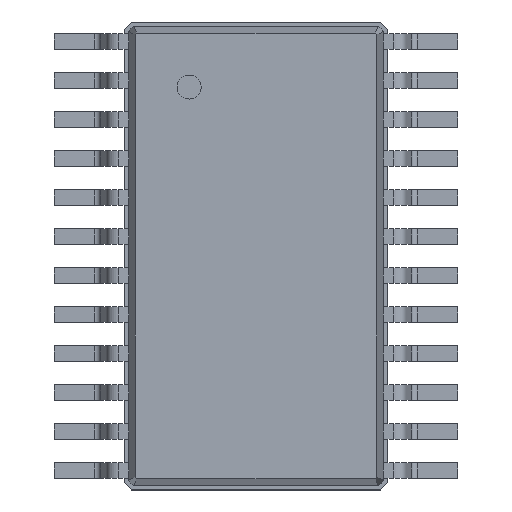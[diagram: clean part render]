
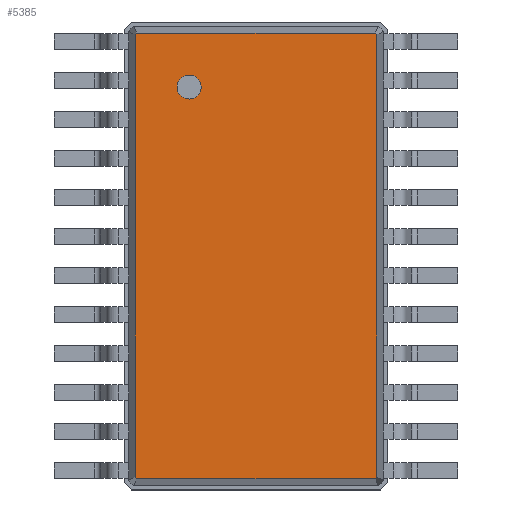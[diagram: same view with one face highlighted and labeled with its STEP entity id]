
A CAD part, top view. The second image highlights one B-rep face of the part: STEP entity #5385.
In plain terms, the highlighted planar face has unit normal (0, 0, 1).
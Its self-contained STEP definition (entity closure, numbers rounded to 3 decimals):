
#13=DIRECTION('',(0.,0.,1.));
#27=VECTOR('',#28,1.);
#28=DIRECTION('',(1.,0.,0.));
#51=VECTOR('',#52,1.);
#52=DIRECTION('',(0.707,-0.707,0.));
#58=VECTOR('',#59,1.);
#59=DIRECTION('',(0.,-1.,0.));
#65=VECTOR('',#66,1.);
#66=DIRECTION('',(-0.707,-0.707,0.));
#72=VECTOR('',#73,1.);
#73=DIRECTION('',(-1.,0.,0.));
#79=VECTOR('',#80,1.);
#80=DIRECTION('',(-0.707,0.707,0.));
#86=VECTOR('',#87,1.);
#87=DIRECTION('',(0.,1.,0.));
#91=VECTOR('',#92,1.);
#92=DIRECTION('',(0.707,0.707,0.));
#1694=VERTEX_POINT('',#1695);
#1695=CARTESIAN_POINT('',(-2.014,3.687,1.6));
#1697=ORIENTED_EDGE('',*,*,#1698,.F.);
#1698=EDGE_CURVE('',#1699,#1694,#1701,.T.);
#1699=VERTEX_POINT('',#1700);
#1700=CARTESIAN_POINT('',(-2.014,-3.687,1.6));
#1701=LINE('',#1700,#86);
#1712=VERTEX_POINT('',#1713);
#1713=CARTESIAN_POINT('',(-1.987,3.714,1.6));
#1715=ORIENTED_EDGE('',*,*,#1716,.F.);
#1716=EDGE_CURVE('',#1694,#1712,#1717,.T.);
#1717=LINE('',#1695,#91);
#1726=VERTEX_POINT('',#1727);
#1727=CARTESIAN_POINT('',(1.987,3.714,1.6));
#1729=ORIENTED_EDGE('',*,*,#1730,.F.);
#1730=EDGE_CURVE('',#1712,#1726,#1731,.T.);
#1731=LINE('',#1713,#27);
#1740=VERTEX_POINT('',#1741);
#1741=CARTESIAN_POINT('',(2.014,3.687,1.6));
#1743=ORIENTED_EDGE('',*,*,#1744,.F.);
#1744=EDGE_CURVE('',#1726,#1740,#1745,.T.);
#1745=LINE('',#1727,#51);
#1850=VERTEX_POINT('',#1851);
#1851=CARTESIAN_POINT('',(2.014,-3.687,1.6));
#1853=ORIENTED_EDGE('',*,*,#1854,.F.);
#1854=EDGE_CURVE('',#1740,#1850,#1855,.T.);
#1855=LINE('',#1741,#58);
#5385=ADVANCED_FACE('',(#5386,#5401),#5411,.T.);
#5386=FACE_BOUND('',#5387,.T.);
#5387=EDGE_LOOP('',(#1729,#1715,#1697,#5388,#5393,#5398,#1853,#1743));
#5388=ORIENTED_EDGE('',*,*,#5389,.F.);
#5389=EDGE_CURVE('',#5390,#1699,#5392,.T.);
#5390=VERTEX_POINT('',#5391);
#5391=CARTESIAN_POINT('',(-1.987,-3.714,1.6));
#5392=LINE('',#5391,#79);
#5393=ORIENTED_EDGE('',*,*,#5394,.F.);
#5394=EDGE_CURVE('',#5395,#5390,#5397,.T.);
#5395=VERTEX_POINT('',#5396);
#5396=CARTESIAN_POINT('',(1.987,-3.714,1.6));
#5397=LINE('',#5396,#72);
#5398=ORIENTED_EDGE('',*,*,#5399,.F.);
#5399=EDGE_CURVE('',#1850,#5395,#5400,.T.);
#5400=LINE('',#1851,#65);
#5401=FACE_BOUND('',#5402,.T.);
#5402=EDGE_LOOP('',(#5403));
#5403=ORIENTED_EDGE('',*,*,#5404,.T.);
#5404=EDGE_CURVE('',#5405,#5405,#5407,.T.);
#5405=VERTEX_POINT('',#5406);
#5406=CARTESIAN_POINT('',(-1.114,2.614,1.6));
#5407=CIRCLE('',#5408,0.2);
#5408=AXIS2_PLACEMENT_3D('',#5409,#5410,#59);
#5409=CARTESIAN_POINT('',(-1.114,2.814,1.6));
#5410=DIRECTION('',(0.,-0.,-1.));
#5411=PLANE('',#5412);
#5412=AXIS2_PLACEMENT_3D('',#1713,#13,#5413);
#5413=DIRECTION('',(0.472,-0.882,0.));
